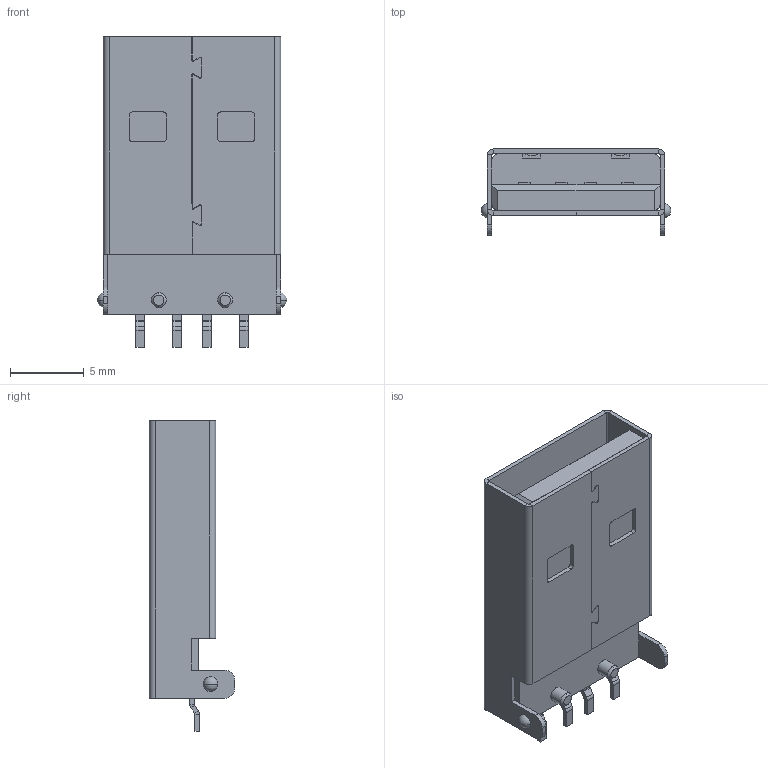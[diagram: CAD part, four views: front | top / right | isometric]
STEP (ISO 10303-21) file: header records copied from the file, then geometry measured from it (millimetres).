
FILE_DESCRIPTION (( 'STEP AP214' ), '1' );
FILE_NAME ('1001-011-01101.STEP', '2021-04-07T08:05:52', ( '' ), ( '' ), 'SwSTEP 2.0', 'SolidWorks 2017', '' );
FILE_SCHEMA (( 'AUTOMOTIVE_DESIGN' ));
Length unit declared in the file: millimetre
Products named in the file (2): 1001-011-01101
Assembly tree (1 placements, depth 2):
  1001-011-01101
    1001-011-01101
Bounding box: 12.85 x 5.8 x 21.05 mm (x, y, z)
Volume: 746.4 mm3; surface area: 1847.8 mm2
Topology: 10 solids, 10 shells, 433 faces, 1059 edges, 658 vertices
Faces by surface type: plane 339, cylinder 86, sphere 4, cone 4
Entity records: 12624 total; most frequent: CARTESIAN_POINT 2256, ORIENTED_EDGE 2118, DIRECTION 2063, EDGE_CURVE 1059, LINE 861, VECTOR 861, VERTEX_POINT 658, AXIS2_PLACEMENT_3D 601
